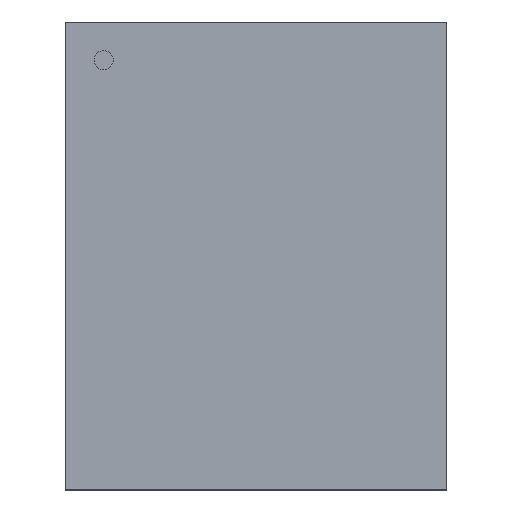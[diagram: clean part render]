
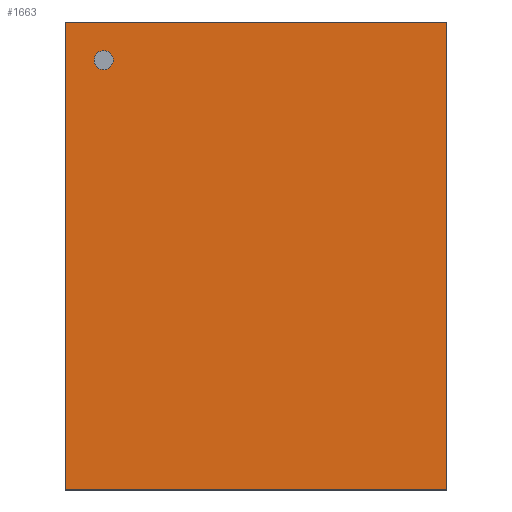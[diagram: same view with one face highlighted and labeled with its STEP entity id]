
A CAD part, top view. The second image highlights one B-rep face of the part: STEP entity #1663.
In plain terms, the highlighted planar face has unit normal (0, 0, 1).
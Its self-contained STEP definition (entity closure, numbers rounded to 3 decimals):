
#1439=CARTESIAN_POINT('',(2.273,-2.794,0.584));
#1438=VERTEX_POINT('',#1439);
#1449=CARTESIAN_POINT('',(-2.273,-2.794,0.584));
#1448=VERTEX_POINT('',#1449);
#1447=EDGE_CURVE('',#1448,#1438,#1452,.T.);
#1452=LINE('',#1449,#1454);
#1454=VECTOR('',#1455,4.547);
#1455=DIRECTION('',(1.0,0.0,0.0));
#1488=CARTESIAN_POINT('',(2.273,2.794,0.584));
#1487=VERTEX_POINT('',#1488);
#1496=EDGE_CURVE('',#1438,#1487,#1501,.T.);
#1501=LINE('',#1439,#1503);
#1503=VECTOR('',#1504,5.588);
#1504=DIRECTION('',(0.0,1.0,0.0));
#1537=CARTESIAN_POINT('',(-2.273,2.794,0.584));
#1536=VERTEX_POINT('',#1537);
#1545=EDGE_CURVE('',#1487,#1536,#1550,.T.);
#1550=LINE('',#1488,#1552);
#1552=VECTOR('',#1553,4.547);
#1553=DIRECTION('',(-1.0,0.0,0.0));
#1594=EDGE_CURVE('',#1536,#1448,#1599,.T.);
#1599=LINE('',#1537,#1601);
#1601=VECTOR('',#1602,5.588);
#1602=DIRECTION('',(0.0,-1.0,0.0));
#1663=ADVANCED_FACE('',(#1669),#1664,.T.);
#1664=PLANE('',#1665);
#1665=AXIS2_PLACEMENT_3D('',#1666,#1667,#1668);
#1666=CARTESIAN_POINT('',(-2.273,-2.794,0.584));
#1667=DIRECTION('',(0.0,0.0,1.0));
#1668=DIRECTION('',(0.,1.,0.));
#1669=FACE_OUTER_BOUND('',#1670,.T.);
#1670=EDGE_LOOP('',(#1671,#1681,#1691,#1701));
#1671=ORIENTED_EDGE('',*,*,#1447,.T.);
#1681=ORIENTED_EDGE('',*,*,#1496,.T.);
#1691=ORIENTED_EDGE('',*,*,#1545,.T.);
#1701=ORIENTED_EDGE('',*,*,#1594,.T.);
